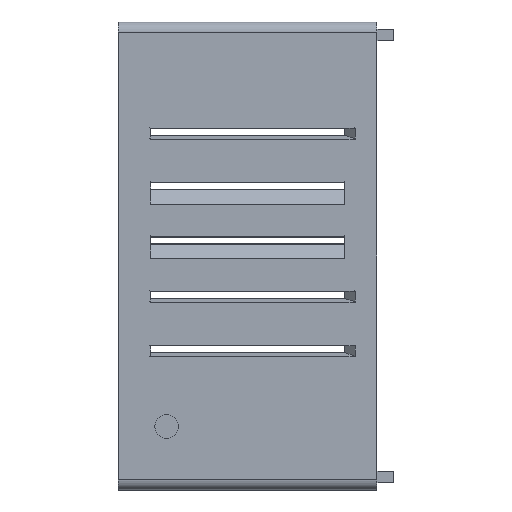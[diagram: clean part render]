
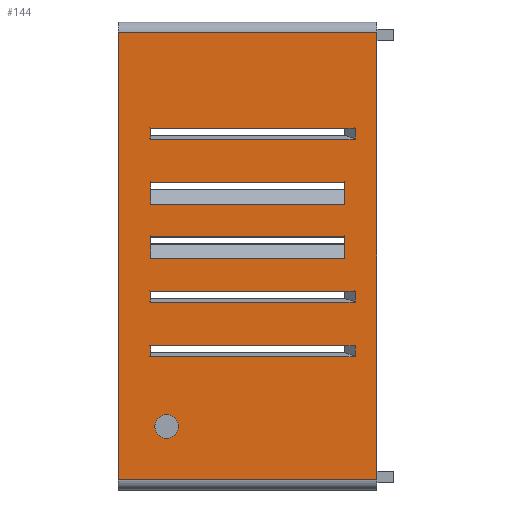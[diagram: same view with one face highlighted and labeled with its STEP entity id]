
A CAD part, left-side view. The second image highlights one B-rep face of the part: STEP entity #144.
In plain terms, the highlighted planar face has unit normal (-1, 0, 0).
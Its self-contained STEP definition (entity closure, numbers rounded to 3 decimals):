
#22 = VERTEX_POINT('',#23);
#23 = CARTESIAN_POINT('',(-53.,273.,34.));
#64 = VERTEX_POINT('',#65);
#65 = CARTESIAN_POINT('',(-53.,273.,24.01));
#71 = EDGE_CURVE('',#72,#64,#74,.T.);
#72 = VERTEX_POINT('',#73);
#73 = CARTESIAN_POINT('',(-53.,273.,29.));
#74 = LINE('',#75,#76);
#75 = CARTESIAN_POINT('',(-53.,273.,-48.702));
#76 = VECTOR('',#77,1.);
#77 = DIRECTION('',(0.,0.,-1.));
#79 = EDGE_CURVE('',#22,#72,#80,.T.);
#80 = LINE('',#81,#82);
#81 = CARTESIAN_POINT('',(-53.,273.,-48.702));
#82 = VECTOR('',#83,1.);
#83 = DIRECTION('',(0.,0.,-1.));
#94 = EDGE_CURVE('',#95,#22,#97,.T.);
#95 = VERTEX_POINT('',#96);
#96 = CARTESIAN_POINT('',(-53.,363.,34.));
#97 = LINE('',#98,#99);
#98 = CARTESIAN_POINT('',(-53.,370.5,34.));
#99 = VECTOR('',#100,1.);
#100 = DIRECTION('',(0.,-1.,0.));
#144 = ADVANCED_FACE('',(#145,#172,#206,#217,#267,#317,#367),#417,.T.);
#145 = FACE_BOUND('',#146,.T.);
#146 = EDGE_LOOP('',(#147,#148,#156,#164,#170,#171));
#147 = ORIENTED_EDGE('',*,*,#71,.T.);
#148 = ORIENTED_EDGE('',*,*,#149,.T.);
#149 = EDGE_CURVE('',#64,#150,#152,.T.);
#150 = VERTEX_POINT('',#151);
#151 = CARTESIAN_POINT('',(-53.,363.,24.01));
#152 = LINE('',#153,#154);
#153 = CARTESIAN_POINT('',(-53.,273.,24.01));
#154 = VECTOR('',#155,1.);
#155 = DIRECTION('',(0.,1.,0.));
#156 = ORIENTED_EDGE('',*,*,#157,.F.);
#157 = EDGE_CURVE('',#158,#150,#160,.T.);
#158 = VERTEX_POINT('',#159);
#159 = CARTESIAN_POINT('',(-53.,363.,29.));
#160 = LINE('',#161,#162);
#161 = CARTESIAN_POINT('',(-53.,363.,-50.909));
#162 = VECTOR('',#163,1.);
#163 = DIRECTION('',(0.,0.,-1.));
#164 = ORIENTED_EDGE('',*,*,#165,.T.);
#165 = EDGE_CURVE('',#158,#95,#166,.T.);
#166 = LINE('',#167,#168);
#167 = CARTESIAN_POINT('',(-53.,363.,-50.909));
#168 = VECTOR('',#169,1.);
#169 = DIRECTION('',(0.,0.,1.));
#170 = ORIENTED_EDGE('',*,*,#94,.T.);
#171 = ORIENTED_EDGE('',*,*,#79,.T.);
#172 = FACE_BOUND('',#173,.T.);
#173 = EDGE_LOOP('',(#174,#184,#192,#200));
#174 = ORIENTED_EDGE('',*,*,#175,.F.);
#175 = EDGE_CURVE('',#176,#178,#180,.T.);
#176 = VERTEX_POINT('',#177);
#177 = CARTESIAN_POINT('',(-53.,378.,-103.5));
#178 = VERTEX_POINT('',#179);
#179 = CARTESIAN_POINT('',(-53.,378.,103.5));
#180 = LINE('',#181,#182);
#181 = CARTESIAN_POINT('',(-53.,378.,-108.5));
#182 = VECTOR('',#183,1.);
#183 = DIRECTION('',(0.,0.,1.));
#184 = ORIENTED_EDGE('',*,*,#185,.T.);
#185 = EDGE_CURVE('',#176,#186,#188,.T.);
#186 = VERTEX_POINT('',#187);
#187 = CARTESIAN_POINT('',(-53.,258.,-103.5));
#188 = LINE('',#189,#190);
#189 = CARTESIAN_POINT('',(-53.,378.,-103.5));
#190 = VECTOR('',#191,1.);
#191 = DIRECTION('',(0.,-1.,0.));
#192 = ORIENTED_EDGE('',*,*,#193,.T.);
#193 = EDGE_CURVE('',#186,#194,#196,.T.);
#194 = VERTEX_POINT('',#195);
#195 = CARTESIAN_POINT('',(-53.,258.,103.5));
#196 = LINE('',#197,#198);
#197 = CARTESIAN_POINT('',(-53.,258.,-108.5));
#198 = VECTOR('',#199,1.);
#199 = DIRECTION('',(0.,0.,1.));
#200 = ORIENTED_EDGE('',*,*,#201,.F.);
#201 = EDGE_CURVE('',#178,#194,#202,.T.);
#202 = LINE('',#203,#204);
#203 = CARTESIAN_POINT('',(-53.,378.,103.5));
#204 = VECTOR('',#205,1.);
#205 = DIRECTION('',(0.,-1.,0.));
#206 = FACE_BOUND('',#207,.T.);
#207 = EDGE_LOOP('',(#208));
#208 = ORIENTED_EDGE('',*,*,#209,.F.);
#209 = EDGE_CURVE('',#210,#210,#212,.T.);
#210 = VERTEX_POINT('',#211);
#211 = CARTESIAN_POINT('',(-53.,355.5,-84.5));
#212 = CIRCLE('',#213,5.5);
#213 = AXIS2_PLACEMENT_3D('',#214,#215,#216);
#214 = CARTESIAN_POINT('',(-53.,355.5,-79.));
#215 = DIRECTION('',(-1.,0.,0.));
#216 = DIRECTION('',(0.,0.,-1.));
#217 = FACE_BOUND('',#218,.T.);
#218 = EDGE_LOOP('',(#219,#229,#237,#245,#253,#261));
#219 = ORIENTED_EDGE('',*,*,#220,.T.);
#220 = EDGE_CURVE('',#221,#223,#225,.T.);
#221 = VERTEX_POINT('',#222);
#222 = CARTESIAN_POINT('',(-53.,273.,59.2));
#223 = VERTEX_POINT('',#224);
#224 = CARTESIAN_POINT('',(-53.,268.01,59.2));
#225 = LINE('',#226,#227);
#226 = CARTESIAN_POINT('',(-53.,370.5,59.2));
#227 = VECTOR('',#228,1.);
#228 = DIRECTION('',(0.,-1.,0.));
#229 = ORIENTED_EDGE('',*,*,#230,.T.);
#230 = EDGE_CURVE('',#223,#231,#233,.T.);
#231 = VERTEX_POINT('',#232);
#232 = CARTESIAN_POINT('',(-53.,268.01,54.2));
#233 = LINE('',#234,#235);
#234 = CARTESIAN_POINT('',(-53.,268.01,59.2));
#235 = VECTOR('',#236,1.);
#236 = DIRECTION('',(0.,0.,-1.));
#237 = ORIENTED_EDGE('',*,*,#238,.F.);
#238 = EDGE_CURVE('',#239,#231,#241,.T.);
#239 = VERTEX_POINT('',#240);
#240 = CARTESIAN_POINT('',(-53.,273.,54.2));
#241 = LINE('',#242,#243);
#242 = CARTESIAN_POINT('',(-53.,325.5,54.2));
#243 = VECTOR('',#244,1.);
#244 = DIRECTION('',(0.,-1.,0.));
#245 = ORIENTED_EDGE('',*,*,#246,.T.);
#246 = EDGE_CURVE('',#239,#247,#249,.T.);
#247 = VERTEX_POINT('',#248);
#248 = CARTESIAN_POINT('',(-53.,363.,54.2));
#249 = LINE('',#250,#251);
#250 = CARTESIAN_POINT('',(-53.,325.5,54.2));
#251 = VECTOR('',#252,1.);
#252 = DIRECTION('',(0.,1.,0.));
#253 = ORIENTED_EDGE('',*,*,#254,.T.);
#254 = EDGE_CURVE('',#247,#255,#257,.T.);
#255 = VERTEX_POINT('',#256);
#256 = CARTESIAN_POINT('',(-53.,363.,59.2));
#257 = LINE('',#258,#259);
#258 = CARTESIAN_POINT('',(-53.,363.,-39.783));
#259 = VECTOR('',#260,1.);
#260 = DIRECTION('',(0.,0.,1.));
#261 = ORIENTED_EDGE('',*,*,#262,.T.);
#262 = EDGE_CURVE('',#255,#221,#263,.T.);
#263 = LINE('',#264,#265);
#264 = CARTESIAN_POINT('',(-53.,370.5,59.2));
#265 = VECTOR('',#266,1.);
#266 = DIRECTION('',(0.,-1.,0.));
#267 = FACE_BOUND('',#268,.T.);
#268 = EDGE_LOOP('',(#269,#279,#287,#295,#303,#311));
#269 = ORIENTED_EDGE('',*,*,#270,.T.);
#270 = EDGE_CURVE('',#271,#273,#275,.T.);
#271 = VERTEX_POINT('',#272);
#272 = CARTESIAN_POINT('',(-53.,273.,-41.6));
#273 = VERTEX_POINT('',#274);
#274 = CARTESIAN_POINT('',(-53.,268.01,-41.6));
#275 = LINE('',#276,#277);
#276 = CARTESIAN_POINT('',(-53.,370.5,-41.6));
#277 = VECTOR('',#278,1.);
#278 = DIRECTION('',(0.,-1.,0.));
#279 = ORIENTED_EDGE('',*,*,#280,.T.);
#280 = EDGE_CURVE('',#273,#281,#283,.T.);
#281 = VERTEX_POINT('',#282);
#282 = CARTESIAN_POINT('',(-53.,268.01,-46.6));
#283 = LINE('',#284,#285);
#284 = CARTESIAN_POINT('',(-53.,268.01,-41.6));
#285 = VECTOR('',#286,1.);
#286 = DIRECTION('',(0.,0.,-1.));
#287 = ORIENTED_EDGE('',*,*,#288,.F.);
#288 = EDGE_CURVE('',#289,#281,#291,.T.);
#289 = VERTEX_POINT('',#290);
#290 = CARTESIAN_POINT('',(-53.,273.,-46.6));
#291 = LINE('',#292,#293);
#292 = CARTESIAN_POINT('',(-53.,325.5,-46.6));
#293 = VECTOR('',#294,1.);
#294 = DIRECTION('',(0.,-1.,0.));
#295 = ORIENTED_EDGE('',*,*,#296,.T.);
#296 = EDGE_CURVE('',#289,#297,#299,.T.);
#297 = VERTEX_POINT('',#298);
#298 = CARTESIAN_POINT('',(-53.,363.,-46.6));
#299 = LINE('',#300,#301);
#300 = CARTESIAN_POINT('',(-53.,325.5,-46.6));
#301 = VECTOR('',#302,1.);
#302 = DIRECTION('',(0.,1.,0.));
#303 = ORIENTED_EDGE('',*,*,#304,.T.);
#304 = EDGE_CURVE('',#297,#305,#307,.T.);
#305 = VERTEX_POINT('',#306);
#306 = CARTESIAN_POINT('',(-53.,363.,-41.6));
#307 = LINE('',#308,#309);
#308 = CARTESIAN_POINT('',(-53.,363.,-84.288));
#309 = VECTOR('',#310,1.);
#310 = DIRECTION('',(0.,0.,1.));
#311 = ORIENTED_EDGE('',*,*,#312,.T.);
#312 = EDGE_CURVE('',#305,#271,#313,.T.);
#313 = LINE('',#314,#315);
#314 = CARTESIAN_POINT('',(-53.,370.5,-41.6));
#315 = VECTOR('',#316,1.);
#316 = DIRECTION('',(0.,-1.,0.));
#317 = FACE_BOUND('',#318,.T.);
#318 = EDGE_LOOP('',(#319,#329,#337,#345,#353,#361));
#319 = ORIENTED_EDGE('',*,*,#320,.T.);
#320 = EDGE_CURVE('',#321,#323,#325,.T.);
#321 = VERTEX_POINT('',#322);
#322 = CARTESIAN_POINT('',(-53.,273.,-16.4));
#323 = VERTEX_POINT('',#324);
#324 = CARTESIAN_POINT('',(-53.,268.01,-16.4));
#325 = LINE('',#326,#327);
#326 = CARTESIAN_POINT('',(-53.,370.5,-16.4));
#327 = VECTOR('',#328,1.);
#328 = DIRECTION('',(0.,-1.,0.));
#329 = ORIENTED_EDGE('',*,*,#330,.T.);
#330 = EDGE_CURVE('',#323,#331,#333,.T.);
#331 = VERTEX_POINT('',#332);
#332 = CARTESIAN_POINT('',(-53.,268.01,-21.4));
#333 = LINE('',#334,#335);
#334 = CARTESIAN_POINT('',(-53.,268.01,-16.4));
#335 = VECTOR('',#336,1.);
#336 = DIRECTION('',(0.,0.,-1.));
#337 = ORIENTED_EDGE('',*,*,#338,.F.);
#338 = EDGE_CURVE('',#339,#331,#341,.T.);
#339 = VERTEX_POINT('',#340);
#340 = CARTESIAN_POINT('',(-53.,273.,-21.4));
#341 = LINE('',#342,#343);
#342 = CARTESIAN_POINT('',(-53.,325.5,-21.4));
#343 = VECTOR('',#344,1.);
#344 = DIRECTION('',(0.,-1.,0.));
#345 = ORIENTED_EDGE('',*,*,#346,.T.);
#346 = EDGE_CURVE('',#339,#347,#349,.T.);
#347 = VERTEX_POINT('',#348);
#348 = CARTESIAN_POINT('',(-53.,363.,-21.4));
#349 = LINE('',#350,#351);
#350 = CARTESIAN_POINT('',(-53.,325.5,-21.4));
#351 = VECTOR('',#352,1.);
#352 = DIRECTION('',(0.,1.,0.));
#353 = ORIENTED_EDGE('',*,*,#354,.T.);
#354 = EDGE_CURVE('',#347,#355,#357,.T.);
#355 = VERTEX_POINT('',#356);
#356 = CARTESIAN_POINT('',(-53.,363.,-16.4));
#357 = LINE('',#358,#359);
#358 = CARTESIAN_POINT('',(-53.,363.,-73.162));
#359 = VECTOR('',#360,1.);
#360 = DIRECTION('',(0.,0.,1.));
#361 = ORIENTED_EDGE('',*,*,#362,.T.);
#362 = EDGE_CURVE('',#355,#321,#363,.T.);
#363 = LINE('',#364,#365);
#364 = CARTESIAN_POINT('',(-53.,370.5,-16.4));
#365 = VECTOR('',#366,1.);
#366 = DIRECTION('',(0.,-1.,0.));
#367 = FACE_BOUND('',#368,.T.);
#368 = EDGE_LOOP('',(#369,#379,#387,#395,#403,#411));
#369 = ORIENTED_EDGE('',*,*,#370,.T.);
#370 = EDGE_CURVE('',#371,#373,#375,.T.);
#371 = VERTEX_POINT('',#372);
#372 = CARTESIAN_POINT('',(-53.,273.,3.8));
#373 = VERTEX_POINT('',#374);
#374 = CARTESIAN_POINT('',(-53.,273.,-1.19));
#375 = LINE('',#376,#377);
#376 = CARTESIAN_POINT('',(-53.,273.,-59.828));
#377 = VECTOR('',#378,1.);
#378 = DIRECTION('',(0.,0.,-1.));
#379 = ORIENTED_EDGE('',*,*,#380,.T.);
#380 = EDGE_CURVE('',#373,#381,#383,.T.);
#381 = VERTEX_POINT('',#382);
#382 = CARTESIAN_POINT('',(-53.,363.,-1.19));
#383 = LINE('',#384,#385);
#384 = CARTESIAN_POINT('',(-53.,273.,-1.19));
#385 = VECTOR('',#386,1.);
#386 = DIRECTION('',(0.,1.,0.));
#387 = ORIENTED_EDGE('',*,*,#388,.F.);
#388 = EDGE_CURVE('',#389,#381,#391,.T.);
#389 = VERTEX_POINT('',#390);
#390 = CARTESIAN_POINT('',(-53.,363.,3.8));
#391 = LINE('',#392,#393);
#392 = CARTESIAN_POINT('',(-53.,363.,-62.035));
#393 = VECTOR('',#394,1.);
#394 = DIRECTION('',(0.,0.,-1.));
#395 = ORIENTED_EDGE('',*,*,#396,.T.);
#396 = EDGE_CURVE('',#389,#397,#399,.T.);
#397 = VERTEX_POINT('',#398);
#398 = CARTESIAN_POINT('',(-53.,363.,8.8));
#399 = LINE('',#400,#401);
#400 = CARTESIAN_POINT('',(-53.,363.,-62.035));
#401 = VECTOR('',#402,1.);
#402 = DIRECTION('',(0.,0.,1.));
#403 = ORIENTED_EDGE('',*,*,#404,.T.);
#404 = EDGE_CURVE('',#397,#405,#407,.T.);
#405 = VERTEX_POINT('',#406);
#406 = CARTESIAN_POINT('',(-53.,273.,8.8));
#407 = LINE('',#408,#409);
#408 = CARTESIAN_POINT('',(-53.,370.5,8.8));
#409 = VECTOR('',#410,1.);
#410 = DIRECTION('',(0.,-1.,0.));
#411 = ORIENTED_EDGE('',*,*,#412,.T.);
#412 = EDGE_CURVE('',#405,#371,#413,.T.);
#413 = LINE('',#414,#415);
#414 = CARTESIAN_POINT('',(-53.,273.,-59.828));
#415 = VECTOR('',#416,1.);
#416 = DIRECTION('',(0.,0.,-1.));
#417 = PLANE('',#418);
#418 = AXIS2_PLACEMENT_3D('',#419,#420,#421);
#419 = CARTESIAN_POINT('',(-53.,378.,-108.5));
#420 = DIRECTION('',(-1.,0.,0.));
#421 = DIRECTION('',(0.,0.,1.));
